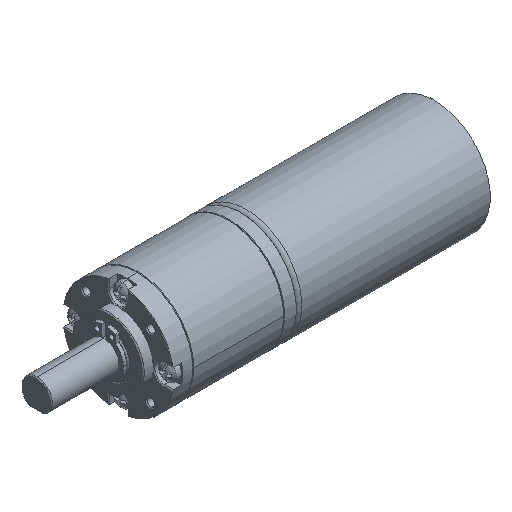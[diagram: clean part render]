
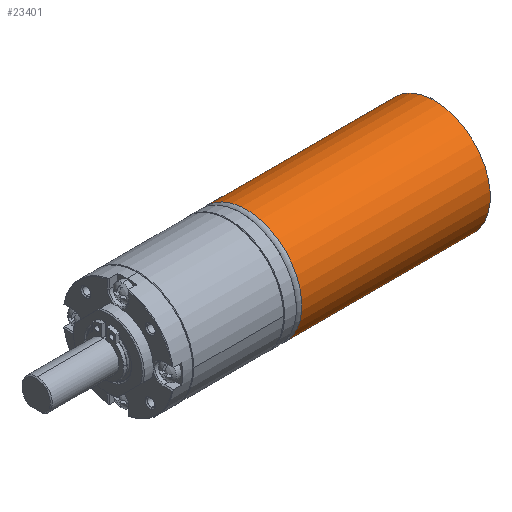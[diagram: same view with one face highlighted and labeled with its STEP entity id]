
A CAD part, isometric view. The second image highlights one B-rep face of the part: STEP entity #23401.
In plain terms, the highlighted cylindrical face has radius 11 mm (diameter 22 mm), a partial arc.
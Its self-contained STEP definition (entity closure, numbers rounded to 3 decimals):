
#22713=CARTESIAN_POINT('',(0.,0.,0.));
#22714=DIRECTION('',(0.,1.,0.));
#22715=DIRECTION('',(1.,0.,0.));
#22716=AXIS2_PLACEMENT_3D('',#22713,#22714,#22715);
#22765=CARTESIAN_POINT('',(0.,37.3,0.));
#22766=DIRECTION('',(0.,1.,0.));
#22767=DIRECTION('',(1.,0.,0.));
#22768=AXIS2_PLACEMENT_3D('',#22765,#22766,#22767);
#22770=DIRECTION('',(0.,1.,0.));
#22771=VECTOR('',#22770,37.3);
#22772=CARTESIAN_POINT('',(11.,0.,0.));
#22773=LINE('',#22772,#22771);
#22947=DIRECTION('',(0.,1.,0.));
#22948=VECTOR('',#22947,37.3);
#22949=CARTESIAN_POINT('',(-11.,0.,0.));
#22950=LINE('',#22949,#22948);
#23289=CARTESIAN_POINT('',(11.,0.,0.));
#23290=CARTESIAN_POINT('',(-11.,0.,0.));
#23291=VERTEX_POINT('',#23289);
#23292=VERTEX_POINT('',#23290);
#23321=CARTESIAN_POINT('',(11.,37.3,0.));
#23322=CARTESIAN_POINT('',(-11.,37.3,0.));
#23323=VERTEX_POINT('',#23321);
#23324=VERTEX_POINT('',#23322);
#23387=CARTESIAN_POINT('',(0.,0.,0.));
#23388=DIRECTION('',(0.,1.,0.));
#23389=DIRECTION('',(1.,0.,0.));
#23390=AXIS2_PLACEMENT_3D('',#23387,#23388,#23389);
#23391=CYLINDRICAL_SURFACE('',#23390,11.);
#23393=ORIENTED_EDGE('',*,*,#23392,.T.);
#23395=ORIENTED_EDGE('',*,*,#23394,.F.);
#23396=ORIENTED_EDGE('',*,*,#23354,.F.);
#23398=ORIENTED_EDGE('',*,*,#23397,.T.);
#23399=EDGE_LOOP('',(#23393,#23395,#23396,#23398));
#23400=FACE_OUTER_BOUND('',#23399,.F.);
#22717=CIRCLE('',#22716,11.);
#22769=CIRCLE('',#22768,11.);
#23354=EDGE_CURVE('',#23291,#23292,#22717,.T.);
#23392=EDGE_CURVE('',#23323,#23324,#22769,.T.);
#23394=EDGE_CURVE('',#23292,#23324,#22950,.T.);
#23397=EDGE_CURVE('',#23291,#23323,#22773,.T.);
#23401=ADVANCED_FACE('',(#23400),#23391,.T.);
